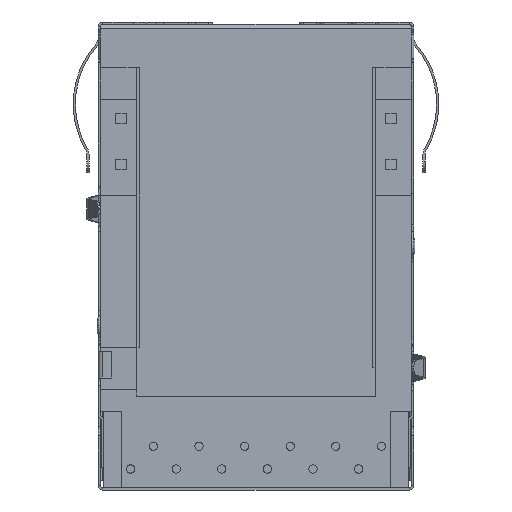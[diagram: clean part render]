
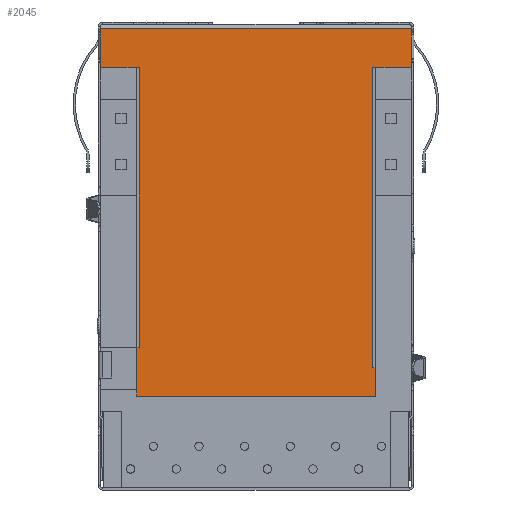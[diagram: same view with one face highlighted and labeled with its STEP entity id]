
A CAD part, front view. The second image highlights one B-rep face of the part: STEP entity #2045.
In plain terms, the highlighted planar face has unit normal (0, -1, 0).
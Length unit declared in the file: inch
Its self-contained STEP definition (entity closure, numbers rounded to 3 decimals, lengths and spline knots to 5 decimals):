
#550 = VERTEX_POINT ( 'NONE', #22655 ) ;
#1051 = VECTOR ( 'NONE', #3118, 39.37008 ) ;
#1646 = VERTEX_POINT ( 'NONE', #24235 ) ;
#1664 = CARTESIAN_POINT ( 'NONE',  ( -0.336, -0.099, 0.498 ) ) ;
#1712 = DIRECTION ( 'NONE',  ( 0., 0., -1. ) ) ;
#1775 = CARTESIAN_POINT ( 'NONE',  ( 0.256, -0.099, 0.413 ) ) ;
#2045 = ADVANCED_FACE ( 'NONE', ( #4609 ), #3341, .T. ) ;
#2172 = LINE ( 'NONE', #2399, #19696 ) ;
#2280 = LINE ( 'NONE', #14232, #23326 ) ;
#2399 = CARTESIAN_POINT ( 'NONE',  ( -0.261, -0.099, 0.413 ) ) ;
#2989 = DIRECTION ( 'NONE',  ( 0., 0., -1. ) ) ;
#3118 = DIRECTION ( 'NONE',  ( 1., 0., 0. ) ) ;
#3124 = VECTOR ( 'NONE', #18375, 39.37008 ) ;
#3221 = VERTEX_POINT ( 'NONE', #19325 ) ;
#3317 = ORIENTED_EDGE ( 'NONE', *, *, #8072, .T. ) ;
#3341 = PLANE ( 'NONE',  #19628 ) ;
#4104 = ORIENTED_EDGE ( 'NONE', *, *, #16921, .T. ) ;
#4319 = CARTESIAN_POINT ( 'NONE',  ( -0.341, -0.099, 0.413 ) ) ;
#4526 = EDGE_CURVE ( 'NONE', #10787, #13111, #9888, .T. ) ;
#4550 = ORIENTED_EDGE ( 'NONE', *, *, #14657, .F. ) ;
#4609 = FACE_OUTER_BOUND ( 'NONE', #23950, .T. ) ;
#4773 = DIRECTION ( 'NONE',  ( 1., 0., 0. ) ) ;
#5345 = VECTOR ( 'NONE', #11262, 39.37008 ) ;
#5378 = LINE ( 'NONE', #7782, #19756 ) ;
#5632 = VERTEX_POINT ( 'NONE', #25542 ) ;
#6026 = DIRECTION ( 'NONE',  ( -1., 0., 0. ) ) ;
#6230 = DIRECTION ( 'NONE',  ( 1., 0., 0. ) ) ;
#7096 = CARTESIAN_POINT ( 'NONE',  ( 0.256, -0.099, 0.413 ) ) ;
#7167 = EDGE_CURVE ( 'NONE', #12215, #13967, #19882, .T. ) ;
#7284 = LINE ( 'NONE', #23533, #5345 ) ;
#7592 = LINE ( 'NONE', #16233, #3124 ) ;
#7782 = CARTESIAN_POINT ( 'NONE',  ( -0.261, -0.099, -0.307 ) ) ;
#8072 = EDGE_CURVE ( 'NONE', #13967, #18700, #2280, .T. ) ;
#8914 = EDGE_CURVE ( 'NONE', #13111, #5632, #7284, .T. ) ;
#8991 = CARTESIAN_POINT ( 'NONE',  ( 0.261, -0.099, -0.307 ) ) ;
#9153 = CARTESIAN_POINT ( 'NONE',  ( -0.256, -0.099, 0.413 ) ) ;
#9668 = ORIENTED_EDGE ( 'NONE', *, *, #7167, .T. ) ;
#9727 = LINE ( 'NONE', #1664, #13254 ) ;
#9888 = LINE ( 'NONE', #8991, #12470 ) ;
#9897 = CARTESIAN_POINT ( 'NONE',  ( -0.256, -0.099, 0.413 ) ) ;
#9989 = CARTESIAN_POINT ( 'NONE',  ( -0.261, -0.099, -0.307 ) ) ;
#10463 = VERTEX_POINT ( 'NONE', #20695 ) ;
#10787 = VERTEX_POINT ( 'NONE', #9989 ) ;
#10969 = ORIENTED_EDGE ( 'NONE', *, *, #16407, .F. ) ;
#11013 = DIRECTION ( 'NONE',  ( 0., 0., -1. ) ) ;
#11262 = DIRECTION ( 'NONE',  ( 0., 0., 1. ) ) ;
#12083 = CARTESIAN_POINT ( 'NONE',  ( 0.341, -0.099, 0.413 ) ) ;
#12141 = EDGE_CURVE ( 'NONE', #1646, #550, #7592, .T. ) ;
#12215 = VERTEX_POINT ( 'NONE', #1775 ) ;
#12252 = EDGE_CURVE ( 'NONE', #10463, #23937, #2172, .T. ) ;
#12327 = VECTOR ( 'NONE', #13195, 39.37008 ) ;
#12470 = VECTOR ( 'NONE', #17146, 39.37008 ) ;
#12619 = LINE ( 'NONE', #9153, #12327 ) ;
#12739 = CARTESIAN_POINT ( 'NONE',  ( 0.261, -0.099, -0.245 ) ) ;
#13111 = VERTEX_POINT ( 'NONE', #19464 ) ;
#13155 = CARTESIAN_POINT ( 'NONE',  ( 0., -0.099, 0. ) ) ;
#13195 = DIRECTION ( 'NONE',  ( 0., 0., 1. ) ) ;
#13254 = VECTOR ( 'NONE', #6026, 39.37008 ) ;
#13761 = ORIENTED_EDGE ( 'NONE', *, *, #12141, .T. ) ;
#13967 = VERTEX_POINT ( 'NONE', #12083 ) ;
#14232 = CARTESIAN_POINT ( 'NONE',  ( 0.341, -0.099, 0.503 ) ) ;
#14657 = EDGE_CURVE ( 'NONE', #12215, #17616, #19959, .T. ) ;
#15716 = DIRECTION ( 'NONE',  ( 0., 0., -1. ) ) ;
#15863 = ORIENTED_EDGE ( 'NONE', *, *, #8914, .T. ) ;
#16055 = ORIENTED_EDGE ( 'NONE', *, *, #12252, .T. ) ;
#16233 = CARTESIAN_POINT ( 'NONE',  ( -0.246, -0.099, -0.2005 ) ) ;
#16407 = EDGE_CURVE ( 'NONE', #17616, #5632, #17484, .T. ) ;
#16895 = ORIENTED_EDGE ( 'NONE', *, *, #4526, .T. ) ;
#16921 = EDGE_CURVE ( 'NONE', #3221, #10463, #24463, .T. ) ;
#17146 = DIRECTION ( 'NONE',  ( 1., 0., 0. ) ) ;
#17377 = EDGE_CURVE ( 'NONE', #18700, #3221, #9727, .T. ) ;
#17484 = LINE ( 'NONE', #12739, #24840 ) ;
#17616 = VERTEX_POINT ( 'NONE', #19121 ) ;
#18375 = DIRECTION ( 'NONE',  ( -1., 0., 0. ) ) ;
#18700 = VERTEX_POINT ( 'NONE', #20732 ) ;
#18791 = ORIENTED_EDGE ( 'NONE', *, *, #19049, .T. ) ;
#19049 = EDGE_CURVE ( 'NONE', #550, #10787, #5378, .T. ) ;
#19121 = CARTESIAN_POINT ( 'NONE',  ( 0.256, -0.099, -0.245 ) ) ;
#19325 = CARTESIAN_POINT ( 'NONE',  ( -0.341, -0.099, 0.498 ) ) ;
#19464 = CARTESIAN_POINT ( 'NONE',  ( 0.261, -0.099, -0.307 ) ) ;
#19628 = AXIS2_PLACEMENT_3D ( 'NONE', #13155, #21972, #15716 ) ;
#19696 = VECTOR ( 'NONE', #6230, 39.37008 ) ;
#19756 = VECTOR ( 'NONE', #1712, 39.37008 ) ;
#19882 = LINE ( 'NONE', #25494, #1051 ) ;
#19959 = LINE ( 'NONE', #7096, #25708 ) ;
#19995 = VECTOR ( 'NONE', #11013, 39.37008 ) ;
#20125 = EDGE_CURVE ( 'NONE', #1646, #23937, #12619, .T. ) ;
#20290 = DIRECTION ( 'NONE',  ( 0., 0., 1. ) ) ;
#20695 = CARTESIAN_POINT ( 'NONE',  ( -0.341, -0.099, 0.413 ) ) ;
#20732 = CARTESIAN_POINT ( 'NONE',  ( 0.341, -0.099, 0.498 ) ) ;
#21338 = ORIENTED_EDGE ( 'NONE', *, *, #20125, .F. ) ;
#21972 = DIRECTION ( 'NONE',  ( 0., -1., 0. ) ) ;
#22655 = CARTESIAN_POINT ( 'NONE',  ( -0.261, -0.099, -0.2005 ) ) ;
#23326 = VECTOR ( 'NONE', #20290, 39.37008 ) ;
#23533 = CARTESIAN_POINT ( 'NONE',  ( 0.261, -0.099, 0.413 ) ) ;
#23820 = ORIENTED_EDGE ( 'NONE', *, *, #17377, .T. ) ;
#23937 = VERTEX_POINT ( 'NONE', #9897 ) ;
#23950 = EDGE_LOOP ( 'NONE', ( #21338, #13761, #18791, #16895, #15863, #10969, #4550, #9668, #3317, #23820, #4104, #16055 ) ) ;
#24235 = CARTESIAN_POINT ( 'NONE',  ( -0.256, -0.099, -0.2005 ) ) ;
#24463 = LINE ( 'NONE', #4319, #19995 ) ;
#24840 = VECTOR ( 'NONE', #4773, 39.37008 ) ;
#25494 = CARTESIAN_POINT ( 'NONE',  ( 0.341, -0.099, 0.413 ) ) ;
#25542 = CARTESIAN_POINT ( 'NONE',  ( 0.261, -0.099, -0.245 ) ) ;
#25708 = VECTOR ( 'NONE', #2989, 39.37008 ) ;
